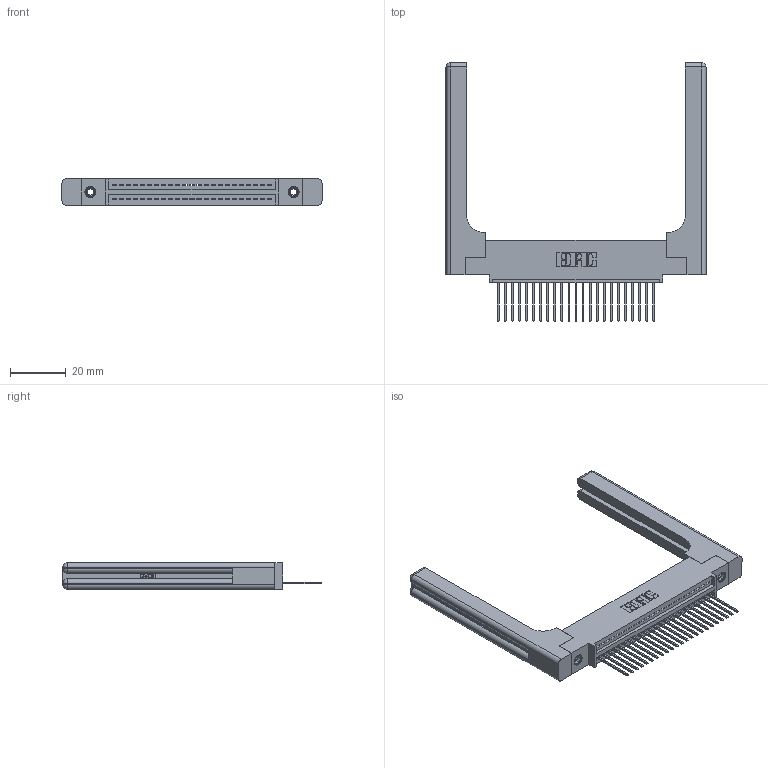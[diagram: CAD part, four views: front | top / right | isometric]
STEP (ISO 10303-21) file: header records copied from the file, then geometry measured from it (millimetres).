
FILE_DESCRIPTION (( 'STEP AP203' ), '1' );
FILE_NAME ('395-023-540-458.STEP', '2019-10-18T04:40:35', ( '' ), ( '' ), 'SwSTEP 2.0', 'SolidWorks 2016', '' );
FILE_SCHEMA (( 'CONFIG_CONTROL_DESIGN' ));
Length unit declared in the file: inch
Products named in the file (5): 395-023-540-458; 345-220-058_345-220-058; 345-292-001_345-293-140; 345-250-001_345-250-001-102; 345 Part_0.110 Offset - 0.156 Dia-TH
Assembly tree (28 placements, depth 2):
  395-023-540-458
    345 Part_0.110 Offset - 0.156 Dia-TH
    345-292-001_345-293-140  x23
    345-250-001_345-250-001-102  x2
    345-220-058_345-220-058  x2
Bounding box: 93.45 x 92.89 x 9.4 mm (x, y, z)
Volume: 17182.8 mm3; surface area: 16885.3 mm2
Topology: 28 solids, 28 shells, 1720 faces, 5067 edges, 3326 vertices
Faces by surface type: plane 1152, cylinder 508, bspline 36, cone 12, sphere 8, torus 4
Entity records: 25200 total; most frequent: CARTESIAN_POINT 5338, ORIENTED_EDGE 4092, DIRECTION 3636, EDGE_CURVE 2046, VECTOR 1730, LINE 1730, VERTEX_POINT 1354, AXIS2_PLACEMENT_3D 953
